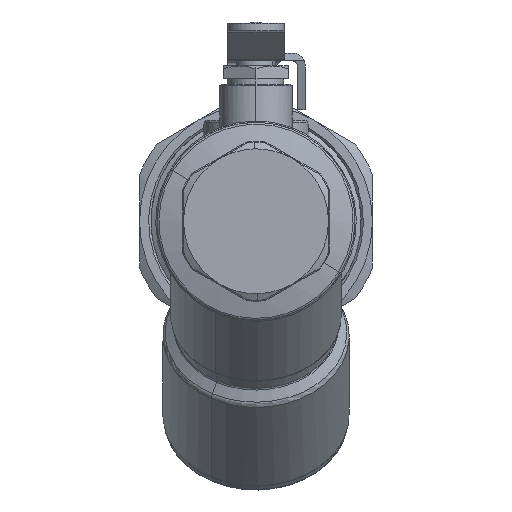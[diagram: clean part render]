
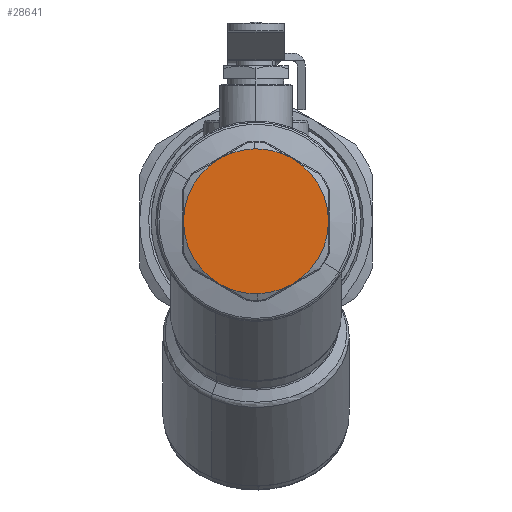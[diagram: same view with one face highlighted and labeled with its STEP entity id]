
A CAD part, front view. The second image highlights one B-rep face of the part: STEP entity #28641.
In plain terms, the highlighted planar face has unit normal (0, -1, 0).
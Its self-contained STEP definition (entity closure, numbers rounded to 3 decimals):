
#27443=CARTESIAN_POINT('Vertex',(14.,-96.338,-24.249)) ;
#27564=CARTESIAN_POINT('Vertex',(-14.,-96.338,-24.249)) ;
#27682=CARTESIAN_POINT('Vertex',(-28.,-96.338,0.)) ;
#27795=CARTESIAN_POINT('Vertex',(-14.,-96.338,24.249)) ;
#27916=CARTESIAN_POINT('Vertex',(14.,-96.338,24.249)) ;
#28029=CARTESIAN_POINT('Vertex',(28.,-96.338,0.)) ;
#28258=CARTESIAN_POINT('Axis2P3D Location',(0.,-96.338,0.)) ;
#28272=CARTESIAN_POINT('Axis2P3D Location',(0.,-96.338,0.)) ;
#28276=CARTESIAN_POINT('Vertex',(0.661,-96.338,-27.992)) ;
#28292=CARTESIAN_POINT('Axis2P3D Location',(0.,-96.338,0.)) ;
#28305=CARTESIAN_POINT('Axis2P3D Location',(0.,-96.338,0.)) ;
#28319=CARTESIAN_POINT('Axis2P3D Location',(0.,-96.338,0.)) ;
#28333=CARTESIAN_POINT('Axis2P3D Location',(0.,-96.338,0.)) ;
#28337=CARTESIAN_POINT('Vertex',(-0.661,-96.338,27.992)) ;
#28353=CARTESIAN_POINT('Axis2P3D Location',(0.,-96.338,0.)) ;
#28366=CARTESIAN_POINT('Axis2P3D Location',(0.,-96.338,0.)) ;
#28626=CARTESIAN_POINT('Axis2P3D Location',(0.,-96.338,0.)) ;
#28259=DIRECTION('Axis2P3D Direction',(0.,1.,0.)) ;
#28273=DIRECTION('Axis2P3D Direction',(0.,1.,0.)) ;
#28293=DIRECTION('Axis2P3D Direction',(0.,1.,0.)) ;
#28306=DIRECTION('Axis2P3D Direction',(0.,1.,0.)) ;
#28320=DIRECTION('Axis2P3D Direction',(0.,1.,0.)) ;
#28334=DIRECTION('Axis2P3D Direction',(0.,1.,0.)) ;
#28354=DIRECTION('Axis2P3D Direction',(0.,1.,0.)) ;
#28367=DIRECTION('Axis2P3D Direction',(0.,1.,0.)) ;
#28627=DIRECTION('Axis2P3D Direction',(0.,-1.,0.)) ;
#28628=DIRECTION('Axis2P3D XDirection',(-0.866,0.,-0.5)) ;
#28260=AXIS2_PLACEMENT_3D('Circle Axis2P3D',#28258,#28259,$) ;
#28274=AXIS2_PLACEMENT_3D('Circle Axis2P3D',#28272,#28273,$) ;
#28294=AXIS2_PLACEMENT_3D('Circle Axis2P3D',#28292,#28293,$) ;
#28307=AXIS2_PLACEMENT_3D('Circle Axis2P3D',#28305,#28306,$) ;
#28321=AXIS2_PLACEMENT_3D('Circle Axis2P3D',#28319,#28320,$) ;
#28335=AXIS2_PLACEMENT_3D('Circle Axis2P3D',#28333,#28334,$) ;
#28355=AXIS2_PLACEMENT_3D('Circle Axis2P3D',#28353,#28354,$) ;
#28368=AXIS2_PLACEMENT_3D('Circle Axis2P3D',#28366,#28367,$) ;
#28629=AXIS2_PLACEMENT_3D('Plane Axis2P3D',#28626,#28627,#28628) ;
#28632=ORIENTED_EDGE('',*,*,#28278,.F.) ;
#28633=ORIENTED_EDGE('',*,*,#28262,.F.) ;
#28634=ORIENTED_EDGE('',*,*,#28370,.F.) ;
#28635=ORIENTED_EDGE('',*,*,#28357,.F.) ;
#28636=ORIENTED_EDGE('',*,*,#28339,.F.) ;
#28637=ORIENTED_EDGE('',*,*,#28323,.F.) ;
#28638=ORIENTED_EDGE('',*,*,#28309,.F.) ;
#28639=ORIENTED_EDGE('',*,*,#28296,.F.) ;
#28641=ADVANCED_FACE('PartBody',(#28640),#28630,.T.) ;
#28261=CIRCLE('generated circle',#28260,28.) ;
#28275=CIRCLE('generated circle',#28274,28.) ;
#28295=CIRCLE('generated circle',#28294,28.) ;
#28308=CIRCLE('generated circle',#28307,28.) ;
#28322=CIRCLE('generated circle',#28321,28.) ;
#28336=CIRCLE('generated circle',#28335,28.) ;
#28356=CIRCLE('generated circle',#28355,28.) ;
#28369=CIRCLE('generated circle',#28368,28.) ;
#28262=EDGE_CURVE('',#28030,#27444,#28261,.T.) ;
#28278=EDGE_CURVE('',#27444,#28277,#28275,.T.) ;
#28296=EDGE_CURVE('',#28277,#27565,#28295,.T.) ;
#28309=EDGE_CURVE('',#27565,#27683,#28308,.T.) ;
#28323=EDGE_CURVE('',#27683,#27796,#28322,.T.) ;
#28339=EDGE_CURVE('',#27796,#28338,#28336,.T.) ;
#28357=EDGE_CURVE('',#28338,#27917,#28356,.T.) ;
#28370=EDGE_CURVE('',#27917,#28030,#28369,.T.) ;
#28631=EDGE_LOOP('',(#28632,#28633,#28634,#28635,#28636,#28637,#28638,#28639)) ;
#28640=FACE_OUTER_BOUND('',#28631,.T.) ;
#28630=PLANE('',#28629) ;
#27444=VERTEX_POINT('',#27443) ;
#27565=VERTEX_POINT('',#27564) ;
#27683=VERTEX_POINT('',#27682) ;
#27796=VERTEX_POINT('',#27795) ;
#27917=VERTEX_POINT('',#27916) ;
#28030=VERTEX_POINT('',#28029) ;
#28277=VERTEX_POINT('',#28276) ;
#28338=VERTEX_POINT('',#28337) ;
